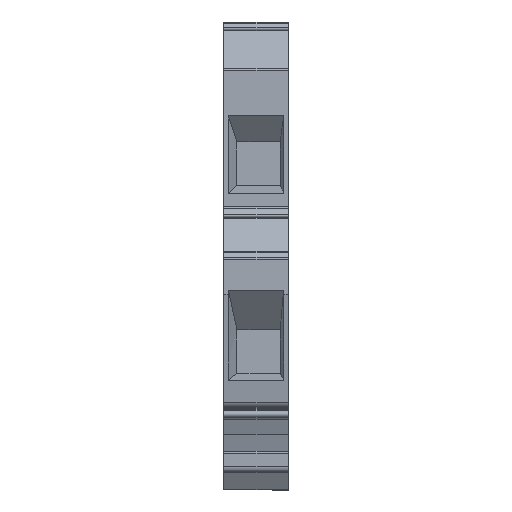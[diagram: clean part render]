
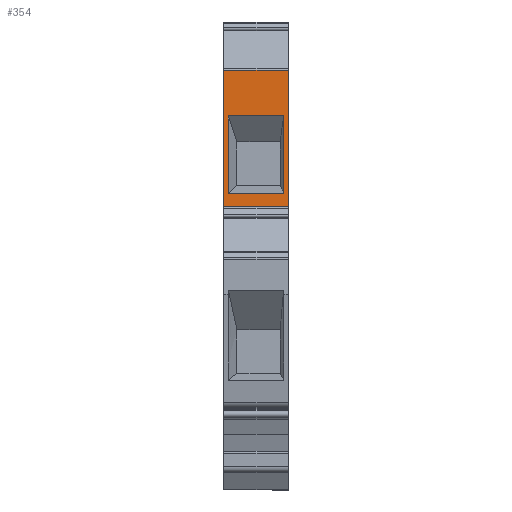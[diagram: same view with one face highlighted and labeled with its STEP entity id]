
A CAD part, left-side view. The second image highlights one B-rep face of the part: STEP entity #354.
In plain terms, the highlighted planar face has unit normal (-1, 0, 0).
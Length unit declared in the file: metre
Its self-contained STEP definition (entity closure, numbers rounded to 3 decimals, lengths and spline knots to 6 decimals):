
#354 = ADVANCED_FACE( 'NONE', ( #772, #773 ), #774, .T. );
#772 = FACE_OUTER_BOUND( '', #1311, .T. );
#773 = FACE_BOUND( '', #1312, .T. );
#774 = PLANE( '', #1313 );
#1311 = EDGE_LOOP( '', ( #2447, #2448, #2449, #2450 ) );
#1312 = EDGE_LOOP( '', ( #2451, #2452, #2453, #2454 ) );
#1313 = AXIS2_PLACEMENT_3D( '', #2455, #2456, #2457 );
#2447 = ORIENTED_EDGE( '', *, *, #3231, .T. );
#2448 = ORIENTED_EDGE( '', *, *, #3056, .T. );
#2449 = ORIENTED_EDGE( '', *, *, #3361, .T. );
#2450 = ORIENTED_EDGE( '', *, *, #3472, .F. );
#2451 = ORIENTED_EDGE( '', *, *, #3307, .T. );
#2452 = ORIENTED_EDGE( '', *, *, #3473, .T. );
#2453 = ORIENTED_EDGE( '', *, *, #3138, .T. );
#2454 = ORIENTED_EDGE( '', *, *, #3348, .T. );
#2455 = CARTESIAN_POINT( '', ( -0.017484, -0.01, 0.037 ) );
#2456 = DIRECTION( '', ( -1., 0., 0. ) );
#2457 = DIRECTION( '', ( 0., 0., 1. ) );
#3056 = EDGE_CURVE( 'NONE', #3694, #3698, #3700, .T. );
#3138 = EDGE_CURVE( 'NONE', #3841, #3839, #3842, .T. );
#3231 = EDGE_CURVE( 'NONE', #3991, #3694, #3992, .T. );
#3307 = EDGE_CURVE( 'NONE', #4118, #4120, #4122, .T. );
#3348 = EDGE_CURVE( 'NONE', #3839, #4118, #4176, .T. );
#3361 = EDGE_CURVE( 'NONE', #3698, #4194, #4196, .T. );
#3472 = EDGE_CURVE( 'NONE', #3991, #4194, #4349, .F. );
#3473 = EDGE_CURVE( 'NONE', #4120, #3841, #4350, .T. );
#3694 = VERTEX_POINT( 'NONE', #4640 );
#3698 = VERTEX_POINT( 'NONE', #4645 );
#3700 = LINE( '', #4647, #4648 );
#3839 = VERTEX_POINT( 'NONE', #4834 );
#3841 = VERTEX_POINT( 'NONE', #4837 );
#3842 = LINE( '', #4838, #4839 );
#3991 = VERTEX_POINT( 'NONE', #5067 );
#3992 = LINE( '', #5068, #5069 );
#4118 = VERTEX_POINT( 'NONE', #5243 );
#4120 = VERTEX_POINT( 'NONE', #5246 );
#4122 = LINE( '', #5249, #5250 );
#4176 = LINE( '', #5330, #5331 );
#4194 = VERTEX_POINT( 'NONE', #5354 );
#4196 = LINE( '', #5357, #5358 );
#4349 = LINE( '', #5597, #5598 );
#4350 = LINE( '', #5599, #5600 );
#4640 = CARTESIAN_POINT( '', ( -0.017484, -0.01, 0.058024 ) );
#4645 = CARTESIAN_POINT( '', ( -0.017484, 0., 0.058024 ) );
#4647 = CARTESIAN_POINT( '', ( -0.017484, -0.005, 0.058024 ) );
#4648 = VECTOR( '', #5807, 1. );
#4834 = CARTESIAN_POINT( '', ( -0.017484, -0.00075, 0.051 ) );
#4837 = CARTESIAN_POINT( '', ( -0.017484, -0.00075, 0.0391 ) );
#4838 = CARTESIAN_POINT( '', ( -0.017484, -0.00075, 0.037 ) );
#4839 = VECTOR( '', #5903, 1. );
#5067 = CARTESIAN_POINT( '', ( -0.017484, -0.01, 0.037 ) );
#5068 = CARTESIAN_POINT( '', ( -0.017484, -0.01, 0.037 ) );
#5069 = VECTOR( '', #6005, 1. );
#5243 = CARTESIAN_POINT( '', ( -0.017484, -0.00925, 0.051 ) );
#5246 = CARTESIAN_POINT( '', ( -0.017484, -0.00925, 0.0391 ) );
#5249 = CARTESIAN_POINT( '', ( -0.017484, -0.00925, 0.037 ) );
#5250 = VECTOR( '', #6123, 1. );
#5330 = CARTESIAN_POINT( '', ( -0.017484, -0.01, 0.051 ) );
#5331 = VECTOR( '', #6156, 1. );
#5354 = CARTESIAN_POINT( '', ( -0.017484, 0., 0.037 ) );
#5357 = CARTESIAN_POINT( '', ( -0.017484, 0., 0.037 ) );
#5358 = VECTOR( '', #6175, 1. );
#5597 = CARTESIAN_POINT( '', ( -0.017484, -0.01, 0.037 ) );
#5598 = VECTOR( '', #6304, 1. );
#5599 = CARTESIAN_POINT( '', ( -0.017484, -0.01, 0.0391 ) );
#5600 = VECTOR( '', #6305, 1. );
#5807 = DIRECTION( '', ( 0., 1., 0. ) );
#5903 = DIRECTION( '', ( 0., 0., 1. ) );
#6005 = DIRECTION( '', ( 0., 0., 1. ) );
#6123 = DIRECTION( '', ( 0., 0., -1. ) );
#6156 = DIRECTION( '', ( 0., -1., 0. ) );
#6175 = DIRECTION( '', ( 0., 0., -1. ) );
#6304 = DIRECTION( '', ( 0., -1., 0. ) );
#6305 = DIRECTION( '', ( 0., 1., 0. ) );
